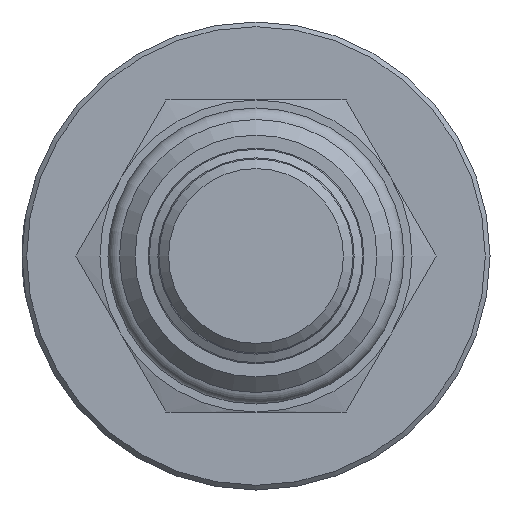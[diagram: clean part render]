
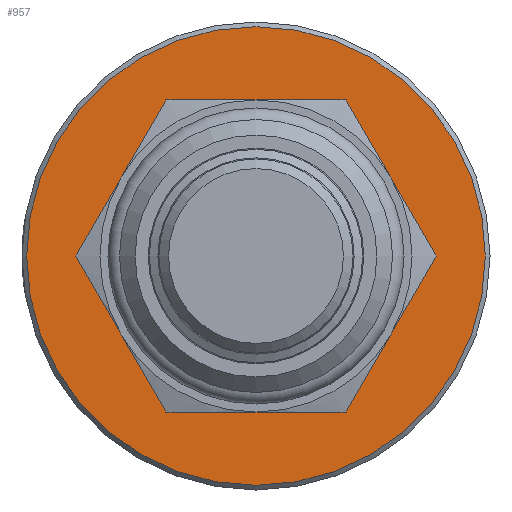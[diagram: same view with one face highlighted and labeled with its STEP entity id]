
A CAD part, front view. The second image highlights one B-rep face of the part: STEP entity #957.
In plain terms, the highlighted planar face has unit normal (0, -1, 0).
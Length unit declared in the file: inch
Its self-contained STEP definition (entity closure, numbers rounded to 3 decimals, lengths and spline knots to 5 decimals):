
#895=CARTESIAN_POINT('',(0.735,0.25,0.));
#896=VERTEX_POINT('',#895);
#897=CARTESIAN_POINT('',(0.0,0.25,0.0));
#898=DIRECTION('',(0.0,1.0,0.0));
#899=DIRECTION('',(-1.0,0.0,0.0));
#900=AXIS2_PLACEMENT_3D('',#897,#898,#899);
#901=CIRCLE('',#900,0.735);
#902=EDGE_CURVE('',#896,#896,#901,.T.);
#938=CARTESIAN_POINT('',(0.0,0.25,0.0));
#939=DIRECTION('',(0.0,1.0,0.0));
#940=DIRECTION('',(0.0,0.0,1.0));
#941=AXIS2_PLACEMENT_3D('',#938,#939,#940);
#942=PLANE('',#941);
#943=ORIENTED_EDGE('',*,*,#902,.F.);
#944=EDGE_LOOP('',(#943));
#945=FACE_OUTER_BOUND('',#944,.T.);
#946=CARTESIAN_POINT('',(0.375,0.25,0.));
#947=VERTEX_POINT('',#946);
#948=CARTESIAN_POINT('',(0.0,0.25,0.0));
#949=DIRECTION('',(0.0,-1.0,0.0));
#950=DIRECTION('',(-1.0,0.0,0.0));
#951=AXIS2_PLACEMENT_3D('',#948,#949,#950);
#952=CIRCLE('',#951,0.375);
#953=EDGE_CURVE('',#947,#947,#952,.T.);
#954=ORIENTED_EDGE('',*,*,#953,.F.);
#955=EDGE_LOOP('',(#954));
#956=FACE_BOUND('',#955,.T.);
#957=ADVANCED_FACE('',(#945,#956),#942,.F.);
